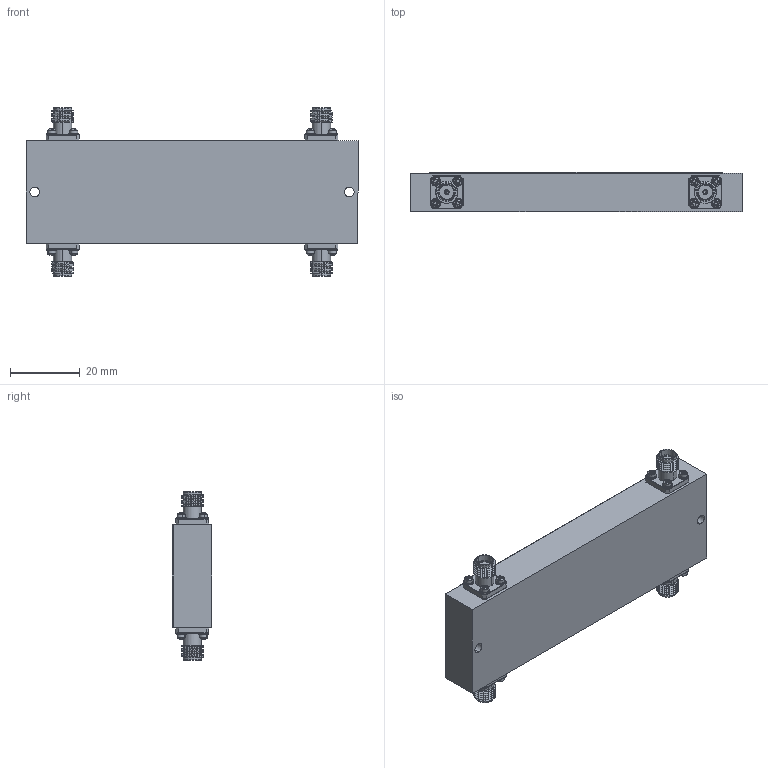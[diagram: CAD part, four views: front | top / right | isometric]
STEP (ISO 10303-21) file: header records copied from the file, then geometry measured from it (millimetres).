
FILE_DESCRIPTION (( 'STEP AP214' ), '1' );
FILE_NAME ('QC-1G18G-SFF-50W.STEP', '2022-10-12T12:47:02', ( '' ), ( '' ), 'SwSTEP 2.0', 'SolidWorks 2022', '' );
FILE_SCHEMA (( 'AUTOMOTIVE_DESIGN' ));
Length unit declared in the file: inch
Products named in the file (1): QC-1G18G-SFF-50W
Bounding box: 95 x 11.18 x 48.29 mm (x, y, z)
Volume: 32249.6 mm3; surface area: 16381 mm2
Topology: 54 solids, 54 shells, 1354 faces, 4150 edges, 3058 vertices
Faces by surface type: plane 606, cylinder 396, torus 184, cone 128, sphere 32, bspline 8
Entity records: 73004 total; most frequent: CARTESIAN_POINT 17132, ORIENTED_EDGE 8268, DIRECTION 7513, EDGE_CURVE 4134, VERTEX_POINT 3058, AXIS2_PLACEMENT_3D 2853, LINE 1807, VECTOR 1807
